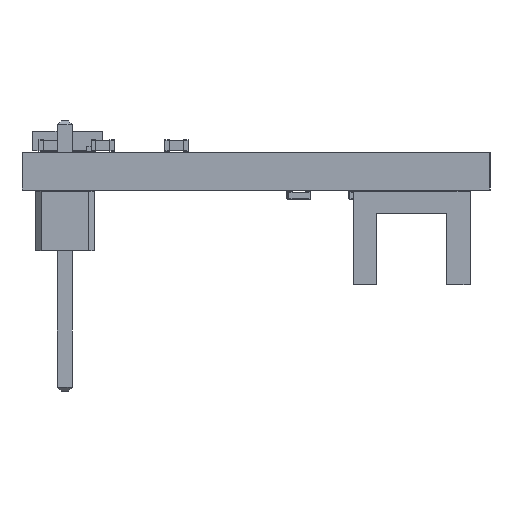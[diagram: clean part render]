
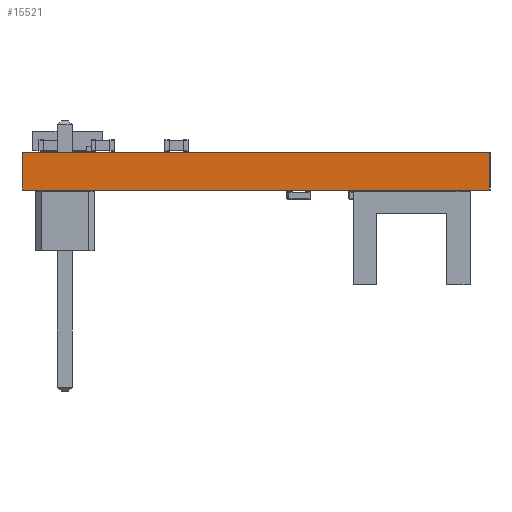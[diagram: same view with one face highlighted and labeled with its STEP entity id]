
A CAD part, left-side view. The second image highlights one B-rep face of the part: STEP entity #15521.
In plain terms, the highlighted planar face has unit normal (-1, 0, 0).
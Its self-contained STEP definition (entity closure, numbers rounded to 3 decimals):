
#15405 = EDGE_CURVE('',#15406,#15408,#15410,.T.);
#15406 = VERTEX_POINT('',#15407);
#15407 = CARTESIAN_POINT('',(106.,-141.,0.));
#15408 = VERTEX_POINT('',#15409);
#15409 = CARTESIAN_POINT('',(106.,-141.,1.6));
#15410 = SURFACE_CURVE('',#15411,(#15415,#15427),.PCURVE_S1.);
#15411 = LINE('',#15412,#15413);
#15412 = CARTESIAN_POINT('',(106.,-141.,0.));
#15413 = VECTOR('',#15414,1.);
#15414 = DIRECTION('',(0.,0.,1.));
#15415 = PCURVE('',#15416,#15421);
#15416 = PLANE('',#15417);
#15417 = AXIS2_PLACEMENT_3D('',#15418,#15419,#15420);
#15418 = CARTESIAN_POINT('',(106.,-141.,0.));
#15419 = DIRECTION('',(0.,1.,0.));
#15420 = DIRECTION('',(1.,0.,0.));
#15421 = DEFINITIONAL_REPRESENTATION('',(#15422),#15426);
#15422 = LINE('',#15423,#15424);
#15423 = CARTESIAN_POINT('',(0.,0.));
#15424 = VECTOR('',#15425,1.);
#15425 = DIRECTION('',(0.,-1.));
#15426 = ( GEOMETRIC_REPRESENTATION_CONTEXT(2) 
PARAMETRIC_REPRESENTATION_CONTEXT() REPRESENTATION_CONTEXT('2D SPACE',''
  ) );
#15427 = PCURVE('',#15428,#15433);
#15428 = PLANE('',#15429);
#15429 = AXIS2_PLACEMENT_3D('',#15430,#15431,#15432);
#15430 = CARTESIAN_POINT('',(106.,-121.,0.));
#15431 = DIRECTION('',(1.,0.,-0.));
#15432 = DIRECTION('',(0.,-1.,0.));
#15433 = DEFINITIONAL_REPRESENTATION('',(#15434),#15438);
#15434 = LINE('',#15435,#15436);
#15435 = CARTESIAN_POINT('',(20.,0.));
#15436 = VECTOR('',#15437,1.);
#15437 = DIRECTION('',(0.,-1.));
#15438 = ( GEOMETRIC_REPRESENTATION_CONTEXT(2) 
PARAMETRIC_REPRESENTATION_CONTEXT() REPRESENTATION_CONTEXT('2D SPACE',''
  ) );
#15456 = PLANE('',#15457);
#15457 = AXIS2_PLACEMENT_3D('',#15458,#15459,#15460);
#15458 = CARTESIAN_POINT('',(123.5,-131.,1.6));
#15459 = DIRECTION('',(0.,0.,1.));
#15460 = DIRECTION('',(1.,0.,-0.));
#15510 = PLANE('',#15511);
#15511 = AXIS2_PLACEMENT_3D('',#15512,#15513,#15514);
#15512 = CARTESIAN_POINT('',(123.5,-131.,0.));
#15513 = DIRECTION('',(0.,0.,1.));
#15514 = DIRECTION('',(1.,0.,-0.));
#15521 = ADVANCED_FACE('',(#15522),#15428,.F.);
#15522 = FACE_BOUND('',#15523,.F.);
#15523 = EDGE_LOOP('',(#15524,#15554,#15575,#15576));
#15524 = ORIENTED_EDGE('',*,*,#15525,.T.);
#15525 = EDGE_CURVE('',#15526,#15528,#15530,.T.);
#15526 = VERTEX_POINT('',#15527);
#15527 = CARTESIAN_POINT('',(106.,-121.,0.));
#15528 = VERTEX_POINT('',#15529);
#15529 = CARTESIAN_POINT('',(106.,-121.,1.6));
#15530 = SURFACE_CURVE('',#15531,(#15535,#15542),.PCURVE_S1.);
#15531 = LINE('',#15532,#15533);
#15532 = CARTESIAN_POINT('',(106.,-121.,0.));
#15533 = VECTOR('',#15534,1.);
#15534 = DIRECTION('',(0.,0.,1.));
#15535 = PCURVE('',#15428,#15536);
#15536 = DEFINITIONAL_REPRESENTATION('',(#15537),#15541);
#15537 = LINE('',#15538,#15539);
#15538 = CARTESIAN_POINT('',(0.,0.));
#15539 = VECTOR('',#15540,1.);
#15540 = DIRECTION('',(0.,-1.));
#15541 = ( GEOMETRIC_REPRESENTATION_CONTEXT(2) 
PARAMETRIC_REPRESENTATION_CONTEXT() REPRESENTATION_CONTEXT('2D SPACE',''
  ) );
#15542 = PCURVE('',#15543,#15548);
#15543 = PLANE('',#15544);
#15544 = AXIS2_PLACEMENT_3D('',#15545,#15546,#15547);
#15545 = CARTESIAN_POINT('',(141.,-121.,0.));
#15546 = DIRECTION('',(0.,-1.,0.));
#15547 = DIRECTION('',(-1.,0.,0.));
#15548 = DEFINITIONAL_REPRESENTATION('',(#15549),#15553);
#15549 = LINE('',#15550,#15551);
#15550 = CARTESIAN_POINT('',(35.,0.));
#15551 = VECTOR('',#15552,1.);
#15552 = DIRECTION('',(0.,-1.));
#15553 = ( GEOMETRIC_REPRESENTATION_CONTEXT(2) 
PARAMETRIC_REPRESENTATION_CONTEXT() REPRESENTATION_CONTEXT('2D SPACE',''
  ) );
#15554 = ORIENTED_EDGE('',*,*,#15555,.T.);
#15555 = EDGE_CURVE('',#15528,#15408,#15556,.T.);
#15556 = SURFACE_CURVE('',#15557,(#15561,#15568),.PCURVE_S1.);
#15557 = LINE('',#15558,#15559);
#15558 = CARTESIAN_POINT('',(106.,-121.,1.6));
#15559 = VECTOR('',#15560,1.);
#15560 = DIRECTION('',(0.,-1.,0.));
#15561 = PCURVE('',#15428,#15562);
#15562 = DEFINITIONAL_REPRESENTATION('',(#15563),#15567);
#15563 = LINE('',#15564,#15565);
#15564 = CARTESIAN_POINT('',(0.,-1.6));
#15565 = VECTOR('',#15566,1.);
#15566 = DIRECTION('',(1.,0.));
#15567 = ( GEOMETRIC_REPRESENTATION_CONTEXT(2) 
PARAMETRIC_REPRESENTATION_CONTEXT() REPRESENTATION_CONTEXT('2D SPACE',''
  ) );
#15568 = PCURVE('',#15456,#15569);
#15569 = DEFINITIONAL_REPRESENTATION('',(#15570),#15574);
#15570 = LINE('',#15571,#15572);
#15571 = CARTESIAN_POINT('',(-17.5,10.));
#15572 = VECTOR('',#15573,1.);
#15573 = DIRECTION('',(0.,-1.));
#15574 = ( GEOMETRIC_REPRESENTATION_CONTEXT(2) 
PARAMETRIC_REPRESENTATION_CONTEXT() REPRESENTATION_CONTEXT('2D SPACE',''
  ) );
#15575 = ORIENTED_EDGE('',*,*,#15405,.F.);
#15576 = ORIENTED_EDGE('',*,*,#15577,.F.);
#15577 = EDGE_CURVE('',#15526,#15406,#15578,.T.);
#15578 = SURFACE_CURVE('',#15579,(#15583,#15590),.PCURVE_S1.);
#15579 = LINE('',#15580,#15581);
#15580 = CARTESIAN_POINT('',(106.,-121.,0.));
#15581 = VECTOR('',#15582,1.);
#15582 = DIRECTION('',(0.,-1.,0.));
#15583 = PCURVE('',#15428,#15584);
#15584 = DEFINITIONAL_REPRESENTATION('',(#15585),#15589);
#15585 = LINE('',#15586,#15587);
#15586 = CARTESIAN_POINT('',(0.,0.));
#15587 = VECTOR('',#15588,1.);
#15588 = DIRECTION('',(1.,0.));
#15589 = ( GEOMETRIC_REPRESENTATION_CONTEXT(2) 
PARAMETRIC_REPRESENTATION_CONTEXT() REPRESENTATION_CONTEXT('2D SPACE',''
  ) );
#15590 = PCURVE('',#15510,#15591);
#15591 = DEFINITIONAL_REPRESENTATION('',(#15592),#15596);
#15592 = LINE('',#15593,#15594);
#15593 = CARTESIAN_POINT('',(-17.5,10.));
#15594 = VECTOR('',#15595,1.);
#15595 = DIRECTION('',(0.,-1.));
#15596 = ( GEOMETRIC_REPRESENTATION_CONTEXT(2) 
PARAMETRIC_REPRESENTATION_CONTEXT() REPRESENTATION_CONTEXT('2D SPACE',''
  ) );
